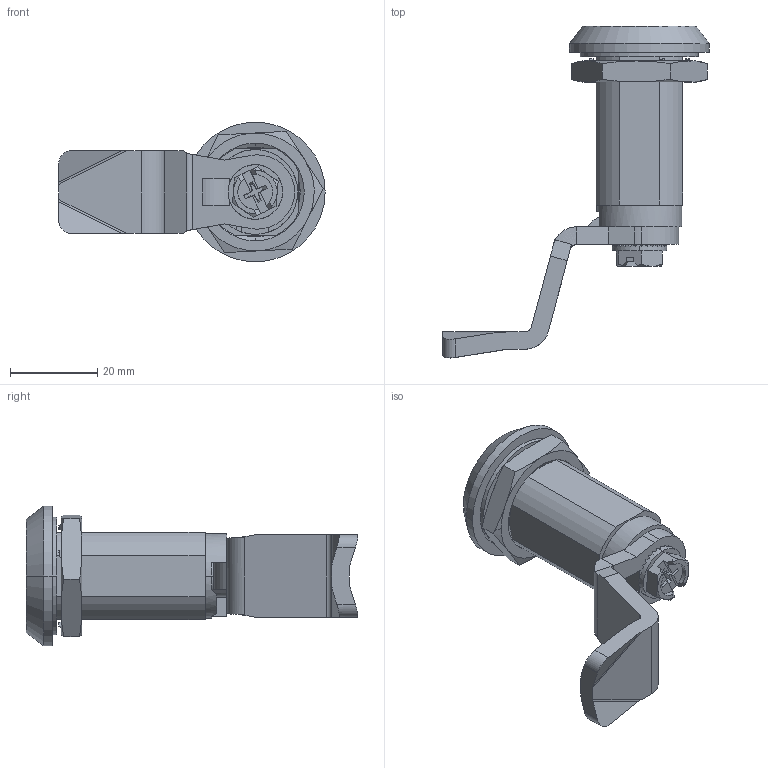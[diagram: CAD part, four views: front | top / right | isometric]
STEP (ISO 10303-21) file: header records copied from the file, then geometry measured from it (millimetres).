
FILE_DESCRIPTION (( 'STEP AP214' ), '1' );
FILE_NAME ('064.1.1.15.30.58.STEP', '2017-10-19T08:09:29', ( '' ), ( '' ), 'SwSTEP 2.0', 'SolidWorks 2017', '' );
FILE_SCHEMA (( 'AUTOMOTIVE_DESIGN' ));
Length unit declared in the file: millimetre
Products named in the file (8): 1; 064.1.1.15.30.58; 7___; 6; 5; 4; 3; 2
Assembly tree (7 placements, depth 2):
  064.1.1.15.30.58
    1
    2
    3
    4
    5
    6
    7___
Bounding box: 61 x 76 x 32 mm (x, y, z)
Volume: 22090.3 mm3; surface area: 17238.3 mm2
Topology: 7 solids, 7 shells, 394 faces, 1047 edges, 686 vertices
Faces by surface type: plane 276, cylinder 74, cone 34, bspline 10
Entity records: 12789 total; most frequent: CARTESIAN_POINT 2817, ORIENTED_EDGE 2094, DIRECTION 1929, EDGE_CURVE 1047, VERTEX_POINT 686, VECTOR 669, LINE 669, AXIS2_PLACEMENT_3D 630
